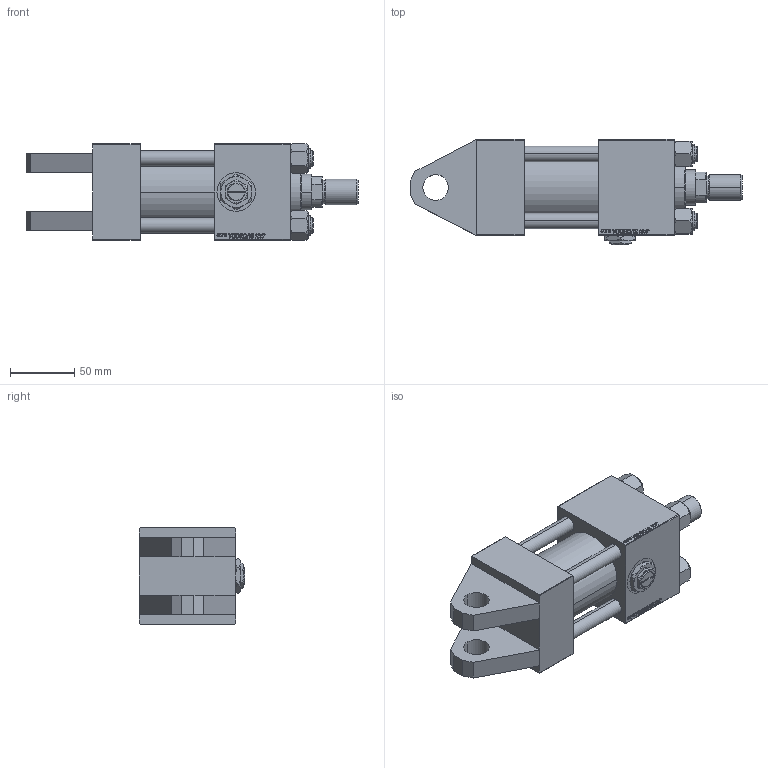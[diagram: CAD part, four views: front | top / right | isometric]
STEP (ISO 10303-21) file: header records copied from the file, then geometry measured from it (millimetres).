
FILE_DESCRIPTION (( 'STEP AP203' ), '1' );
FILE_NAME ('7e53.STEP', '2023-08-22T15:53:30', ( '' ), ( '' ), 'SwSTEP 2.0', 'SolidWorks 2019', '' );
FILE_SCHEMA (( 'CONFIG_CONTROL_DESIGN' ));
Length unit declared in the file: millimetre
Products named in the file (8): ROD_END_AH 183e40b8b1c71ed708aa6ef289b3b354; Zatka_pro_OIL_PORT 183e40b8b1c71ed708aa6ef289b3b354; 7e53; V215CR_TYCINKA_H 183e40b8b1c71ed708aa6ef289b3b354; V215CR_H_Body 183e40b8b1c71ed708aa6ef289b3b354; NUT_M5_H 183e40b8b1c71ed708aa6ef289b3b354; V215CR_VCP_H 183e40b8b1c71ed708aa6ef289b3b354; V215_VC_A 183e40b8b1c71ed708aa6ef289b3b354
Assembly tree (13 placements, depth 2):
  7e53
    V215CR_H_Body 183e40b8b1c71ed708aa6ef289b3b354
    V215CR_VCP_H 183e40b8b1c71ed708aa6ef289b3b354
    V215CR_TYCINKA_H 183e40b8b1c71ed708aa6ef289b3b354  x4
    NUT_M5_H 183e40b8b1c71ed708aa6ef289b3b354  x4
    V215_VC_A 183e40b8b1c71ed708aa6ef289b3b354
    ROD_END_AH 183e40b8b1c71ed708aa6ef289b3b354
    Zatka_pro_OIL_PORT 183e40b8b1c71ed708aa6ef289b3b354
Bounding box: 259 x 82 x 75.54 mm (x, y, z)
Volume: 751603.2 mm3; surface area: 170918.4 mm2
Topology: 13 solids, 13 shells, 1189 faces, 2973 edges, 1923 vertices
Faces by surface type: plane 545, bspline 392, cone 152, cylinder 90, torus 10
Entity records: 51881 total; most frequent: CARTESIAN_POINT 27670, ORIENTED_EDGE 5438, DIRECTION 3473, EDGE_CURVE 2719, VERTEX_POINT 1779, VECTOR 1617, LINE 1617, EDGE_LOOP 1200
